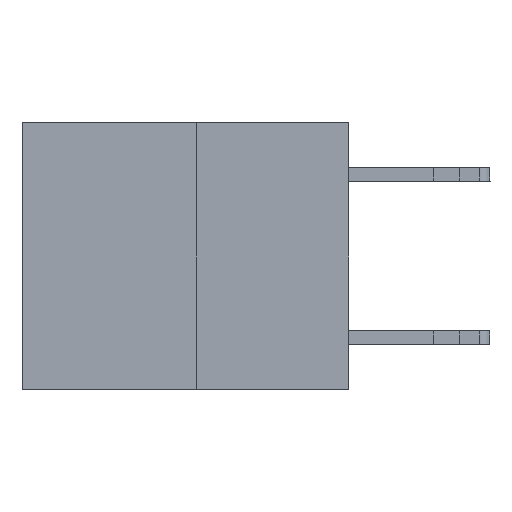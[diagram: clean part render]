
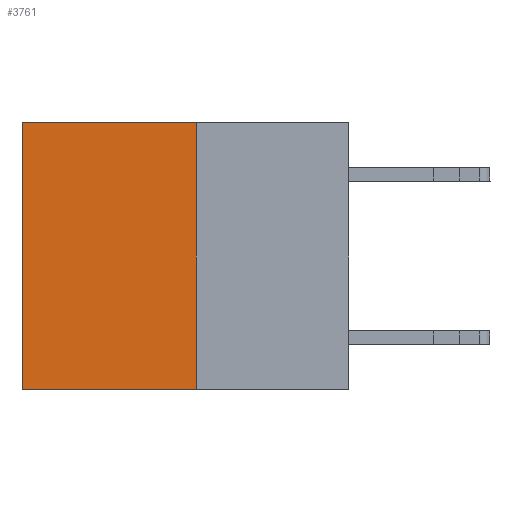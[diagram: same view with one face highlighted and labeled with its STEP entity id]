
A CAD part, left-side view. The second image highlights one B-rep face of the part: STEP entity #3761.
In plain terms, the highlighted planar face has unit normal (-1, 0, 0).
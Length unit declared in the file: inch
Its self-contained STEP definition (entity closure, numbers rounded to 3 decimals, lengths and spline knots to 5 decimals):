
#1841 = VERTEX_POINT ( 'NONE', #3571 ) ;
#3571 = CARTESIAN_POINT ( 'NONE',  ( 0.3165, 0.28, -0.49 ) ) ;
#3761 = ADVANCED_FACE ( 'NONE', ( #6356 ), #6532, .F. ) ;
#4555 = DIRECTION ( 'NONE',  ( 0., 0., -1. ) ) ;
#6238 = VECTOR ( 'NONE', #27117, 39.37008 ) ;
#6356 = FACE_OUTER_BOUND ( 'NONE', #10070, .T. ) ;
#6532 = PLANE ( 'NONE',  #25741 ) ;
#8194 = ORIENTED_EDGE ( 'NONE', *, *, #8592, .F. ) ;
#8592 = EDGE_CURVE ( 'NONE', #1841, #9182, #11714, .T. ) ;
#9182 = VERTEX_POINT ( 'NONE', #14779 ) ;
#9639 = EDGE_CURVE ( 'NONE', #12506, #1841, #23311, .T. ) ;
#10070 = EDGE_LOOP ( 'NONE', ( #15765, #8194, #15644, #18825 ) ) ;
#11596 = VERTEX_POINT ( 'NONE', #16432 ) ;
#11714 = LINE ( 'NONE', #19598, #15556 ) ;
#12506 = VERTEX_POINT ( 'NONE', #16266 ) ;
#14779 = CARTESIAN_POINT ( 'NONE',  ( 0.3165, 0.6, -0.49 ) ) ;
#15518 = LINE ( 'NONE', #15755, #25917 ) ;
#15556 = VECTOR ( 'NONE', #28317, 39.37008 ) ;
#15629 = DIRECTION ( 'NONE',  ( 0., 0., -1. ) ) ;
#15644 = ORIENTED_EDGE ( 'NONE', *, *, #9639, .F. ) ;
#15755 = CARTESIAN_POINT ( 'NONE',  ( 0.3165, 0.6, -0.49 ) ) ;
#15765 = ORIENTED_EDGE ( 'NONE', *, *, #21195, .T. ) ;
#16266 = CARTESIAN_POINT ( 'NONE',  ( 0.3165, 0.28, 0. ) ) ;
#16432 = CARTESIAN_POINT ( 'NONE',  ( 0.3165, 0.6, 0. ) ) ;
#18136 = EDGE_CURVE ( 'NONE', #12506, #11596, #19144, .T. ) ;
#18825 = ORIENTED_EDGE ( 'NONE', *, *, #18136, .T. ) ;
#19144 = LINE ( 'NONE', #22299, #6238 ) ;
#19598 = CARTESIAN_POINT ( 'NONE',  ( 0.3165, 0.28, -0.49 ) ) ;
#20932 = DIRECTION ( 'NONE',  ( 0., 0., -1. ) ) ;
#21031 = CARTESIAN_POINT ( 'NONE',  ( 0.3165, 0.28, -0.49 ) ) ;
#21195 = EDGE_CURVE ( 'NONE', #11596, #9182, #15518, .T. ) ;
#22299 = CARTESIAN_POINT ( 'NONE',  ( 0.3165, 0.28, 0. ) ) ;
#23311 = LINE ( 'NONE', #21031, #26804 ) ;
#25741 = AXIS2_PLACEMENT_3D ( 'NONE', #28964, #26421, #15629 ) ;
#25917 = VECTOR ( 'NONE', #4555, 39.37008 ) ;
#26421 = DIRECTION ( 'NONE',  ( 1., 0., 0. ) ) ;
#26804 = VECTOR ( 'NONE', #20932, 39.37008 ) ;
#27117 = DIRECTION ( 'NONE',  ( 0., 1., 0. ) ) ;
#28317 = DIRECTION ( 'NONE',  ( 0., 1., 0. ) ) ;
#28964 = CARTESIAN_POINT ( 'NONE',  ( 0.3165, 0.28, -0.49 ) ) ;
